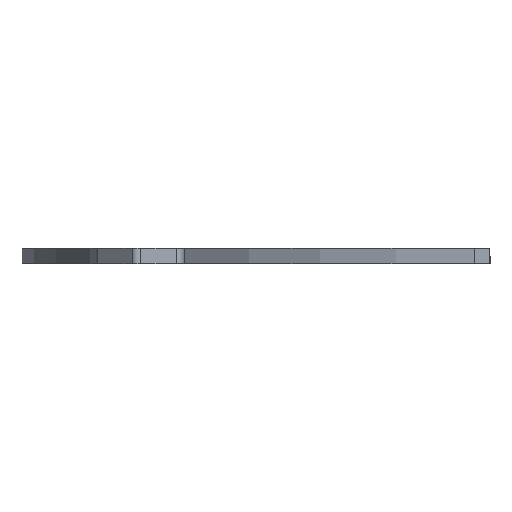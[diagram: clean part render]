
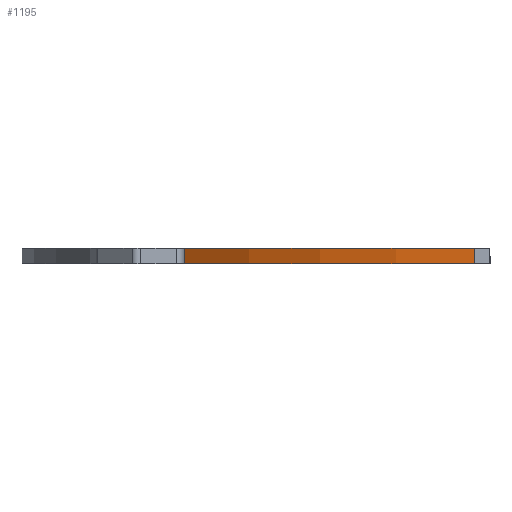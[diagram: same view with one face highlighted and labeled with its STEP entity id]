
A CAD part, left-side view. The second image highlights one B-rep face of the part: STEP entity #1195.
In plain terms, the highlighted cylindrical face has radius 307.5 mm (diameter 615 mm), a partial arc.
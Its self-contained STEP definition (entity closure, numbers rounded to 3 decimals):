
#75=FACE_OUTER_BOUND('',#159,.T.);
#159=EDGE_LOOP('',(#963,#964,#965,#966));
#243=LINE('',#2095,#327);
#246=LINE('',#2100,#330);
#327=VECTOR('',#1688,10.);
#330=VECTOR('',#1695,10.);
#387=CIRCLE('',#1284,307.5);
#426=CIRCLE('',#1328,307.5);
#493=VERTEX_POINT('',#1888);
#494=VERTEX_POINT('',#1890);
#545=VERTEX_POINT('',#2004);
#546=VERTEX_POINT('',#2006);
#619=EDGE_CURVE('',#493,#494,#387,.T.);
#678=EDGE_CURVE('',#545,#546,#426,.T.);
#723=EDGE_CURVE('',#546,#493,#243,.T.);
#726=EDGE_CURVE('',#545,#494,#246,.T.);
#963=ORIENTED_EDGE('',*,*,#723,.F.);
#964=ORIENTED_EDGE('',*,*,#678,.F.);
#965=ORIENTED_EDGE('',*,*,#726,.T.);
#966=ORIENTED_EDGE('',*,*,#619,.F.);
#1137=CYLINDRICAL_SURFACE('',#1376,307.5);
#1195=ADVANCED_FACE('',(#75),#1137,.T.);
#1284=AXIS2_PLACEMENT_3D('',#1891,#1486,#1487);
#1328=AXIS2_PLACEMENT_3D('',#2007,#1594,#1595);
#1376=AXIS2_PLACEMENT_3D('',#2105,#1702,#1703);
#1486=DIRECTION('center_axis',(0.,0.,1.));
#1487=DIRECTION('ref_axis',(1.,0.,0.));
#1594=DIRECTION('center_axis',(0.,0.,-1.));
#1595=DIRECTION('ref_axis',(1.,0.,0.));
#1688=DIRECTION('',(0.,0.,1.));
#1695=DIRECTION('',(0.,0.,1.));
#1702=DIRECTION('center_axis',(0.,0.,-1.));
#1703=DIRECTION('ref_axis',(1.,0.,0.));
#1888=CARTESIAN_POINT('',(-233.542,200.036,0.));
#1890=CARTESIAN_POINT('',(-307.337,10.,0.));
#1891=CARTESIAN_POINT('Origin',(0.,0.,0.));
#2004=CARTESIAN_POINT('',(-307.337,10.,-10.));
#2006=CARTESIAN_POINT('',(-233.542,200.036,-10.));
#2007=CARTESIAN_POINT('Origin',(0.,0.,-10.));
#2095=CARTESIAN_POINT('',(-233.542,200.036,0.));
#2100=CARTESIAN_POINT('',(-307.337,10.,0.));
#2105=CARTESIAN_POINT('Origin',(0.,0.,0.));
